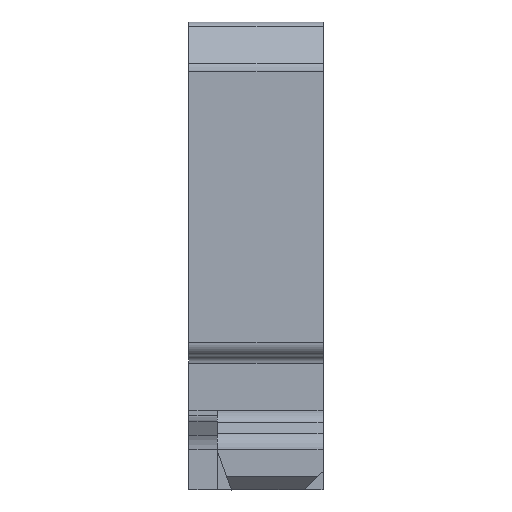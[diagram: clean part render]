
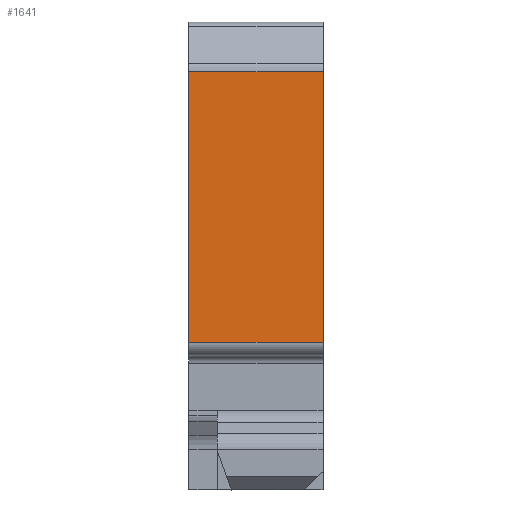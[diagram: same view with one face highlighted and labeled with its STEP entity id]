
A CAD part, front view. The second image highlights one B-rep face of the part: STEP entity #1641.
In plain terms, the highlighted planar face has unit normal (0, -1, 0).
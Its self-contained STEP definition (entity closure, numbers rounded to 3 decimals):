
#1628=AXIS2_PLACEMENT_3D('Plane Axis2P3D',#1625,#1626,#1627) ;
#267=CARTESIAN_POINT('Vertex',(0.,0.,5.5)) ;
#270=CARTESIAN_POINT('Line Origine',(0.,0.,10.546)) ;
#274=CARTESIAN_POINT('Vertex',(0.,0.,15.592)) ;
#692=CARTESIAN_POINT('Vertex',(5.,0.,15.592)) ;
#695=CARTESIAN_POINT('Line Origine',(5.,0.,10.546)) ;
#699=CARTESIAN_POINT('Vertex',(5.,0.,5.5)) ;
#1612=CARTESIAN_POINT('Line Origine',(-1.,0.,5.5)) ;
#1625=CARTESIAN_POINT('Axis2P3D Location',(0.,0.,15.592)) ;
#1630=CARTESIAN_POINT('Line Origine',(2.5,0.,15.592)) ;
#271=DIRECTION('Vector Direction',(0.,0.,1.)) ;
#696=DIRECTION('Vector Direction',(0.,0.,1.)) ;
#1613=DIRECTION('Vector Direction',(1.,0.,0.)) ;
#1626=DIRECTION('Axis2P3D Direction',(0.,-1.,0.)) ;
#1627=DIRECTION('Axis2P3D XDirection',(-1.,0.,0.)) ;
#1631=DIRECTION('Vector Direction',(1.,0.,0.)) ;
#272=VECTOR('Line Direction',#271,1.) ;
#697=VECTOR('Line Direction',#696,1.) ;
#1614=VECTOR('Line Direction',#1613,1.) ;
#1632=VECTOR('Line Direction',#1631,1.) ;
#1636=ORIENTED_EDGE('',*,*,#276,.F.) ;
#1637=ORIENTED_EDGE('',*,*,#1616,.F.) ;
#1638=ORIENTED_EDGE('',*,*,#701,.T.) ;
#1639=ORIENTED_EDGE('',*,*,#1634,.F.) ;
#1641=ADVANCED_FACE('V1',(#1640),#1629,.T.) ;
#276=EDGE_CURVE('',#268,#275,#273,.T.) ;
#701=EDGE_CURVE('',#700,#693,#698,.T.) ;
#1616=EDGE_CURVE('',#700,#268,#1615,.F.) ;
#1634=EDGE_CURVE('',#275,#693,#1633,.T.) ;
#1635=EDGE_LOOP('',(#1636,#1637,#1638,#1639)) ;
#1640=FACE_OUTER_BOUND('',#1635,.T.) ;
#273=LINE('Line',#270,#272) ;
#698=LINE('Line',#695,#697) ;
#1615=LINE('Line',#1612,#1614) ;
#1633=LINE('Line',#1630,#1632) ;
#1629=PLANE('',#1628) ;
#268=VERTEX_POINT('',#267) ;
#275=VERTEX_POINT('',#274) ;
#693=VERTEX_POINT('',#692) ;
#700=VERTEX_POINT('',#699) ;
